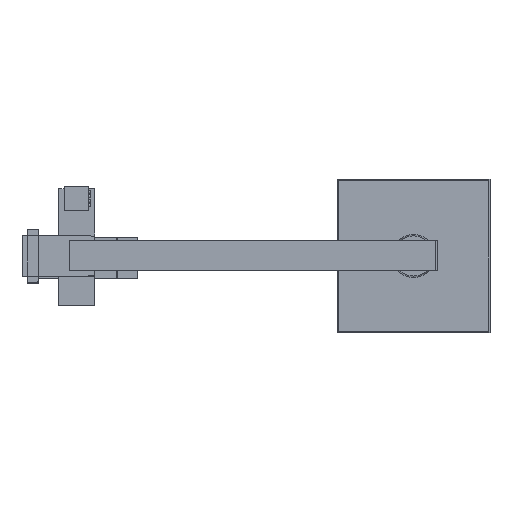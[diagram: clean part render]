
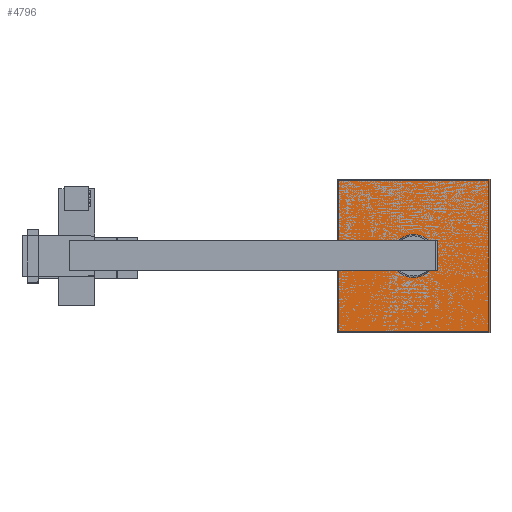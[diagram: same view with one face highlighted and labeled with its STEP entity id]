
A CAD part, top view. The second image highlights one B-rep face of the part: STEP entity #4796.
In plain terms, the highlighted planar face has unit normal (0, 0, 1).
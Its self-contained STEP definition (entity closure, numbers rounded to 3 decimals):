
#1112=ORIENTED_EDGE('',*,*,#1949,.T.);
#1113=ORIENTED_EDGE('',*,*,#1952,.T.);
#1114=ORIENTED_EDGE('',*,*,#1954,.T.);
#1115=ORIENTED_EDGE('',*,*,#1956,.T.);
#1949=EDGE_CURVE('',#2487,#2488,#2965,.T.);
#1952=EDGE_CURVE('',#2488,#2489,#2968,.T.);
#1954=EDGE_CURVE('',#2489,#2490,#2970,.T.);
#1956=EDGE_CURVE('',#2490,#2487,#2972,.T.);
#2487=VERTEX_POINT('',#8417);
#2488=VERTEX_POINT('',#8418);
#2489=VERTEX_POINT('',#8423);
#2490=VERTEX_POINT('',#8427);
#2965=LINE('',#8416,#3135);
#2968=LINE('',#8422,#3138);
#2970=LINE('',#8426,#3140);
#2972=LINE('',#8430,#3142);
#3135=VECTOR('',#6650,1000.);
#3138=VECTOR('',#6655,1000.);
#3140=VECTOR('',#6659,1000.);
#3142=VECTOR('',#6663,1000.);
#3313=EDGE_LOOP('',(#1112,#1113,#1114,#1115));
#3934=FACE_BOUND('',#3313,.T.);
#4543=PLANE('',#5799);
#4796=ADVANCED_FACE('',(#3934),#4543,.T.);
#5799=AXIS2_PLACEMENT_3D('',#8431,#6664,#6665);
#6650=DIRECTION('',(-1.,0.,0.));
#6655=DIRECTION('',(0.,-1.,0.));
#6659=DIRECTION('',(1.,0.,0.));
#6663=DIRECTION('',(0.,1.,0.));
#6664=DIRECTION('',(0.,0.,1.));
#6665=DIRECTION('',(0.,-1.,0.));
#8416=CARTESIAN_POINT('',(428.389,76.2,1027.));
#8417=CARTESIAN_POINT('',(428.389,76.2,1027.));
#8418=CARTESIAN_POINT('',(275.989,76.2,1027.));
#8422=CARTESIAN_POINT('',(275.989,76.2,1027.));
#8423=CARTESIAN_POINT('',(275.989,-76.2,1027.));
#8426=CARTESIAN_POINT('',(275.989,-76.2,1027.));
#8427=CARTESIAN_POINT('',(428.389,-76.2,1027.));
#8430=CARTESIAN_POINT('',(428.389,-76.2,1027.));
#8431=CARTESIAN_POINT('',(275.989,76.2,1027.));
